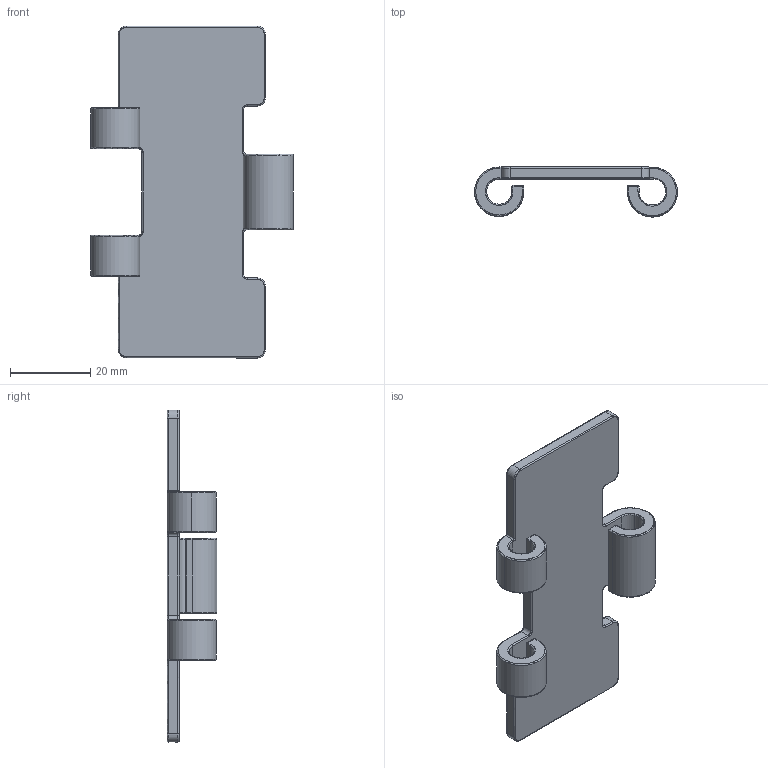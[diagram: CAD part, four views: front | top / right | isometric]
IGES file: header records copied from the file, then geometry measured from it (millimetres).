
Start section: SolidWorks IGES file using NURBS representation for surfaces
Global section: file name: 815 - 325 .IGS; native system: SolidWorks 2016; preprocessor: SolidWorks 2016; author: CNpro; date: 170329.144619; units: millimetre
Bounding box: 50.44 x 12.43 x 82.55 mm (x, y, z)
Surface area: 8538.7 mm2 (no closed solid volume)
Topology: 0 solids, 0 shells, 166 faces, 1256 edges, 1244 vertices
Faces by surface type: bspline 166
